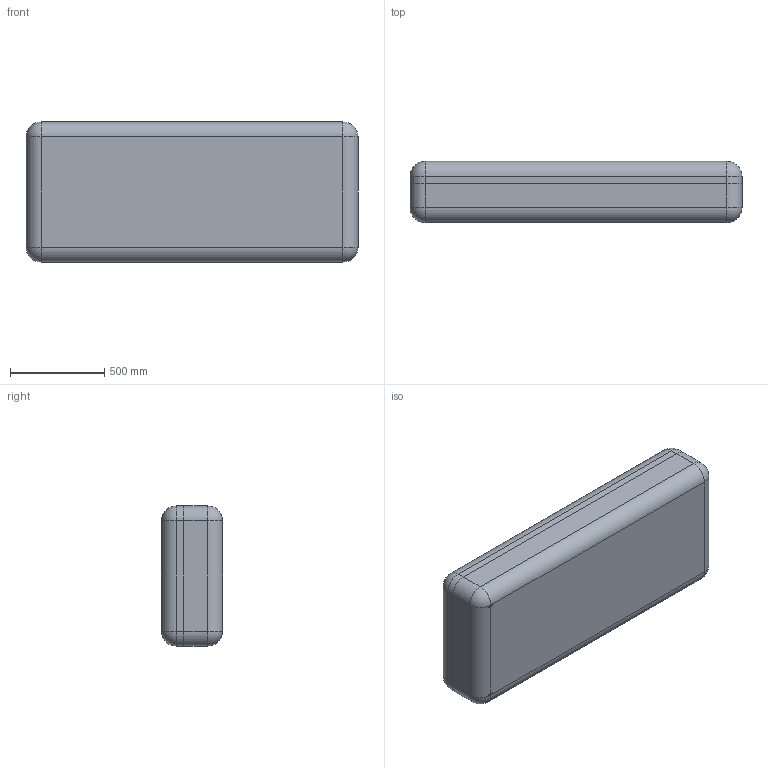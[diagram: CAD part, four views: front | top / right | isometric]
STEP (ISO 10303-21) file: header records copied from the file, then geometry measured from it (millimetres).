
FILE_DESCRIPTION (( 'STEP AP214' ), '1' );
FILE_NAME ('Ê-150 (óïð).STEP', '2021-07-07T13:25:19', ( '' ), ( '' ), 'SwSTEP 2.0', 'SolidWorks 2021', '' );
FILE_SCHEMA (( 'AUTOMOTIVE_DESIGN' ));
Length unit declared in the file: millimetre
Products named in the file (3): Lid_case 150 (óïð); Ê-150 (óïð); Base_case 150_rev2 (óïð)
Assembly tree (2 placements, depth 2):
  Ê-150 (óïð)
    Base_case 150_rev2 (óïð)
    Lid_case 150 (óïð)
Bounding box: 1763.77 x 325.01 x 744.67 mm (x, y, z)
Volume: 104619816.4 mm3; surface area: 10081857.1 mm2
Topology: 2 solids, 2 shells, 1941 faces, 4879 edges, 2898 vertices
Faces by surface type: cylinder 718, plane 567, bspline 454, torus 120, cone 56, sphere 26
Entity records: 80171 total; most frequent: CARTESIAN_POINT 38571, ORIENTED_EDGE 9642, DIRECTION 7701, EDGE_CURVE 4821, VERTEX_POINT 2898, AXIS2_PLACEMENT_3D 2740, LINE 2221, VECTOR 2221
